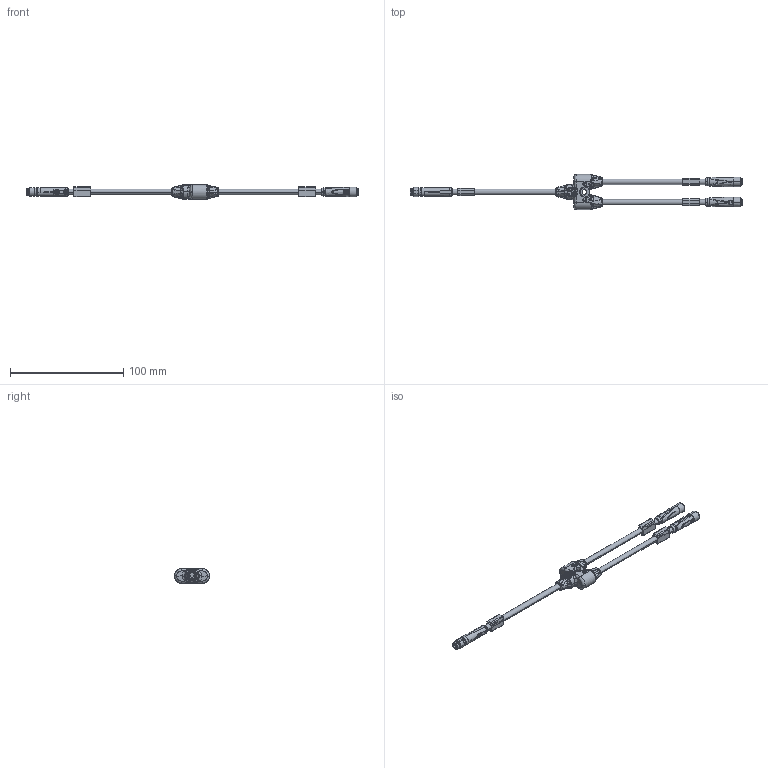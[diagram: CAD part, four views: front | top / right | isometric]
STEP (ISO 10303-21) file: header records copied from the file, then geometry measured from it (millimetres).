
FILE_DESCRIPTION((''),'2;1');
FILE_NAME('CAD-7195_M_SCHRUMPF_ASM','2021-03-04T12:40:56',('creinig-se'),(''),'CREO PARAMETRIC BY PTC INC, 2019292','CREO PARAMETRIC BY PTC INC, 2019292','');
FILE_SCHEMA(('CONFIG_CONTROL_DESIGN','SHAPE_APPEARANCE_LAYERS_GROUPS'));
Products named in the file (5): CAD-7195_KOERPER; CAD-7195_04DEM8_4POL_SW0001; CAD-7195_04DER1_4POL_SW0001; CAD-7195_HUELLE; CAD-7195_M_SCHRUMPF_ASM
Assembly tree (7 placements, depth 2):
  CAD-7195_M_SCHRUMPF_ASM
    CAD-7195_KOERPER
    CAD-7195_04DEM8_4POL_SW0001
    CAD-7195_04DER1_4POL_SW0001  x2
    CAD-7195_HUELLE  x3
Bounding box: 293.5 x 31 x 13 mm (x, y, z)
Volume: 18693.5 mm3; surface area: 14343.6 mm2
Topology: 10 solids, 10 shells, 1360 faces, 3447 edges, 2160 vertices
Faces by surface type: bspline 421, plane 390, cylinder 325, torus 120, cone 96, sphere 8
Entity records: 65598 total; most frequent: CARTESIAN_POINT 36089, ORIENTED_EDGE 5138, DIRECTION 3862, EDGE_CURVE 2569, PRESENTATION_STYLE_ASSIGNMENT 1750, STYLED_ITEM 1750, VERTEX_POINT 1591, AXIS2_PLACEMENT_3D 1563
